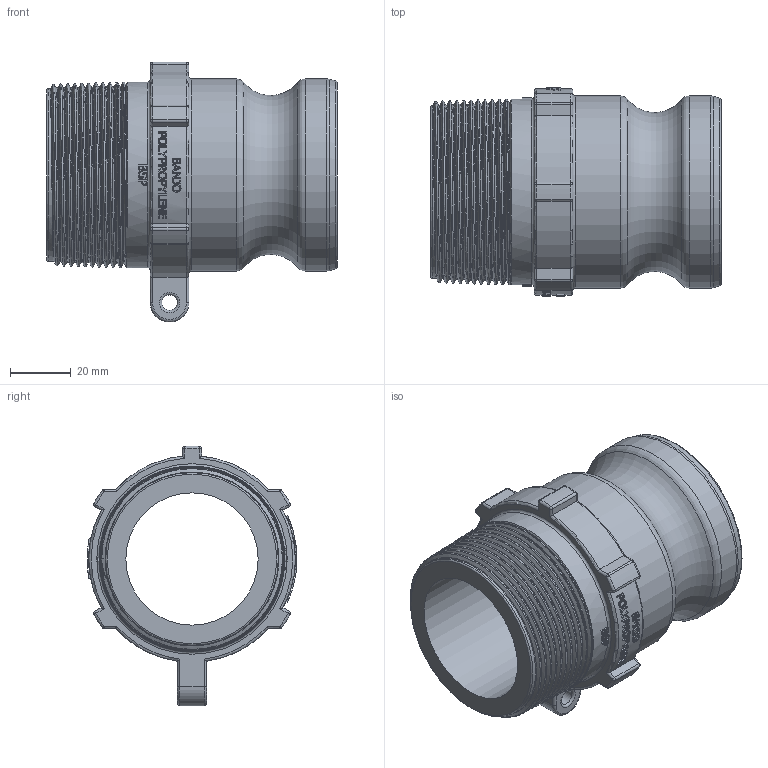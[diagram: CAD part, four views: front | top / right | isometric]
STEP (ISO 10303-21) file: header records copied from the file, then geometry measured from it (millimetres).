
FILE_DESCRIPTION(/* description */ ('2" Male Coupling X 2" - 11 Male BSPT'),/* implementation_level */ '2;1');
FILE_NAME(/* name */ '200FB.stp',/* time_stamp */ '2014-03-26T13:13:40-04:00',/* author */ ('DTruax'),/* organization */ (''),/* preprocessor_version */ 'ST-DEVELOPER v15.2',/* originating_system */ 'Autodesk Inventor 2014',/* authorisation */ '');
FILE_SCHEMA (('AUTOMOTIVE_DESIGN { 1 0 10303 214 3 1 1 }'));
Products named in the file (1): 200FB
Bounding box: 95.5 x 68.83 x 85.34 mm (x, y, z)
Volume: 139565.3 mm3; surface area: 39719.3 mm2
Topology: 1 solids, 1 shells, 539 faces, 1375 edges, 878 vertices
Faces by surface type: bspline 197, plane 176, cylinder 93, torus 38, sphere 20, cone 15
Full cylindrical faces by diameter (mm): 5.08 x1, 43.434 x1, 60.96 x1, 63.094 x2
Entity records: 66386 total; most frequent: CARTESIAN_POINT 55203, ORIENTED_EDGE 2638, DIRECTION 1686, EDGE_CURVE 1319, VERTEX_POINT 854, EDGE_LOOP 593, AXIS2_PLACEMENT_3D 588, B_SPLINE_CURVE_WITH_KNOTS 553
